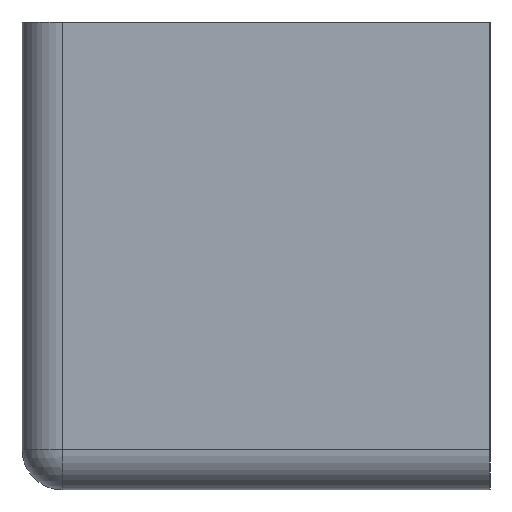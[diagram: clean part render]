
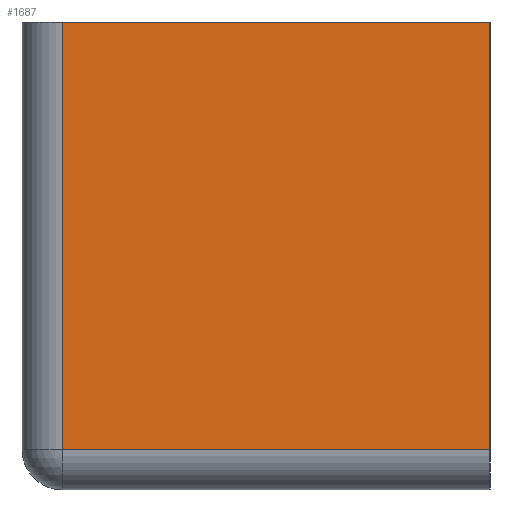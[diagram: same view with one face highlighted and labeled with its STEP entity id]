
A CAD part, left-side view. The second image highlights one B-rep face of the part: STEP entity #1687.
In plain terms, the highlighted planar face has unit normal (-1, 0, 0).
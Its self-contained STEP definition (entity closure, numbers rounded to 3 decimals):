
#49=CARTESIAN_POINT('',(-40.0,16.5,3.5));
#50=VERTEX_POINT('',#49);
#207=CARTESIAN_POINT('',(-40.0,-20.,3.5));
#208=VERTEX_POINT('',#207);
#216=CARTESIAN_POINT('',(-40.0,-20.,3.5));
#217=DIRECTION('',(0.0,1.0,0.0));
#218=VECTOR('',#217,36.5);
#219=LINE('',#216,#218);
#220=EDGE_CURVE('',#208,#50,#219,.T.);
#237=CARTESIAN_POINT('',(-40.0,16.5,40.0));
#238=VERTEX_POINT('',#237);
#255=CARTESIAN_POINT('',(-40.0,16.5,3.5));
#256=DIRECTION('',(0.0,0.0,1.0));
#257=VECTOR('',#256,36.5);
#258=LINE('',#255,#257);
#259=EDGE_CURVE('',#50,#238,#258,.T.);
#313=CARTESIAN_POINT('',(-40.0,-20.,40.0));
#314=VERTEX_POINT('',#313);
#315=CARTESIAN_POINT('',(-40.0,-20.,40.0));
#316=DIRECTION('',(0.0,1.0,0.0));
#317=VECTOR('',#316,36.5);
#318=LINE('',#315,#317);
#319=EDGE_CURVE('',#314,#238,#318,.T.);
#764=CARTESIAN_POINT('',(-40.0,-20.,3.5));
#765=DIRECTION('',(0.0,0.0,1.0));
#766=VECTOR('',#765,36.5);
#767=LINE('',#764,#766);
#768=EDGE_CURVE('',#208,#314,#767,.T.);
#1676=CARTESIAN_POINT('',(-40.0,-20.,0.0));
#1677=DIRECTION('',(-1.0,0.0,0.0));
#1678=DIRECTION('',(0.0,0.0,1.0));
#1679=AXIS2_PLACEMENT_3D('',#1676,#1677,#1678);
#1680=PLANE('',#1679);
#1681=ORIENTED_EDGE('',*,*,#220,.F.);
#1682=ORIENTED_EDGE('',*,*,#768,.T.);
#1683=ORIENTED_EDGE('',*,*,#319,.T.);
#1684=ORIENTED_EDGE('',*,*,#259,.F.);
#1685=EDGE_LOOP('',(#1681,#1682,#1683,#1684));
#1686=FACE_OUTER_BOUND('',#1685,.T.);
#1687=ADVANCED_FACE('',(#1686),#1680,.T.);
